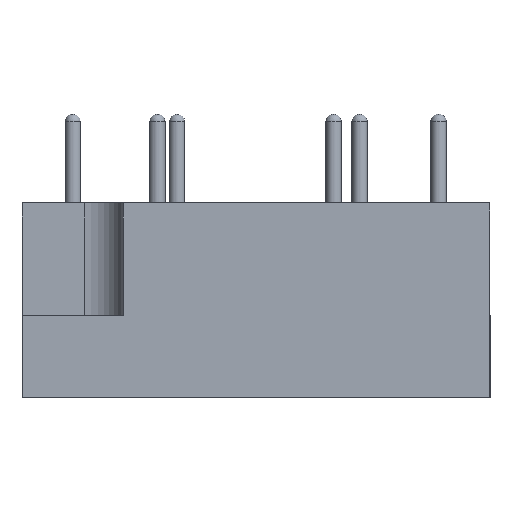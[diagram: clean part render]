
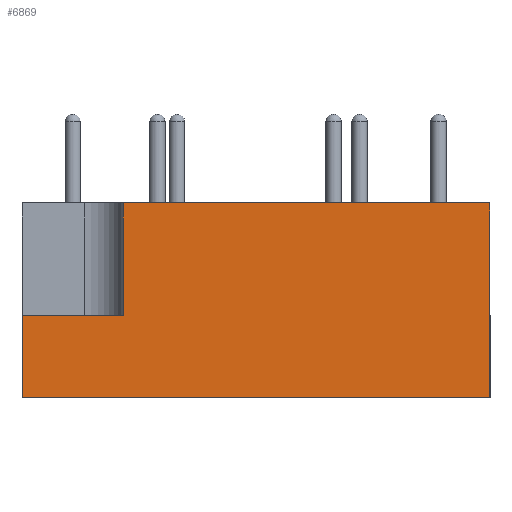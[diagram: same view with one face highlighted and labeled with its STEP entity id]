
A CAD part, left-side view. The second image highlights one B-rep face of the part: STEP entity #6869.
In plain terms, the highlighted planar face has unit normal (-1, 0, 0).
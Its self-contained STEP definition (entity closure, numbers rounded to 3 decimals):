
#87=LINE('',#9468,#352);
#96=LINE('',#9485,#361);
#98=LINE('',#9489,#363);
#99=LINE('',#9491,#364);
#100=LINE('',#9493,#365);
#101=LINE('',#9495,#366);
#352=VECTOR('',#7514,1000.);
#361=VECTOR('',#7527,1000.);
#363=VECTOR('',#7531,1000.);
#364=VECTOR('',#7532,1000.);
#365=VECTOR('',#7533,1000.);
#366=VECTOR('',#7534,1000.);
#917=ORIENTED_EDGE('',*,*,#2389,.T.);
#918=ORIENTED_EDGE('',*,*,#2400,.F.);
#919=ORIENTED_EDGE('',*,*,#2401,.T.);
#920=ORIENTED_EDGE('',*,*,#2402,.T.);
#921=ORIENTED_EDGE('',*,*,#2403,.F.);
#922=ORIENTED_EDGE('',*,*,#2398,.F.);
#2389=EDGE_CURVE('',#3141,#3140,#87,.T.);
#2398=EDGE_CURVE('',#3141,#3147,#96,.T.);
#2400=EDGE_CURVE('',#3148,#3140,#98,.T.);
#2401=EDGE_CURVE('',#3148,#3149,#99,.T.);
#2402=EDGE_CURVE('',#3149,#3150,#100,.T.);
#2403=EDGE_CURVE('',#3147,#3150,#101,.T.);
#3140=VERTEX_POINT('',#9467);
#3141=VERTEX_POINT('',#9469);
#3147=VERTEX_POINT('',#9486);
#3148=VERTEX_POINT('',#9490);
#3149=VERTEX_POINT('',#9492);
#3150=VERTEX_POINT('',#9494);
#3900=EDGE_LOOP('',(#917,#918,#919,#920,#921,#922));
#4253=FACE_BOUND('',#3900,.T.);
#4566=PLANE('',#7186);
#6869=ADVANCED_FACE('',(#4253),#4566,.T.);
#7186=AXIS2_PLACEMENT_3D('',#9488,#7529,#7530);
#7514=DIRECTION('',(0.,1.,0.));
#7527=DIRECTION('',(0.,0.,-1.));
#7529=DIRECTION('',(-1.,0.,0.));
#7530=DIRECTION('',(0.,-1.,0.));
#7531=DIRECTION('',(0.,0.,1.));
#7532=DIRECTION('',(0.,1.,0.));
#7533=DIRECTION('',(0.,0.,-1.));
#7534=DIRECTION('',(0.,1.,0.));
#9467=CARTESIAN_POINT('',(-30.,8.5,6.25));
#9468=CARTESIAN_POINT('',(-30.,-15.,6.25));
#9469=CARTESIAN_POINT('',(-30.,-15.,6.25));
#9485=CARTESIAN_POINT('',(-30.,-15.,6.25));
#9486=CARTESIAN_POINT('',(-30.,-15.,-6.25));
#9488=CARTESIAN_POINT('',(-30.,-15.,6.25));
#9489=CARTESIAN_POINT('',(-30.,8.5,-61.987));
#9490=CARTESIAN_POINT('',(-30.,8.5,-0.95));
#9491=CARTESIAN_POINT('',(-30.,8.5,-0.95));
#9492=CARTESIAN_POINT('',(-30.,15.,-0.95));
#9493=CARTESIAN_POINT('',(-30.,15.,6.25));
#9494=CARTESIAN_POINT('',(-30.,15.,-6.25));
#9495=CARTESIAN_POINT('',(-30.,-15.,-6.25));
